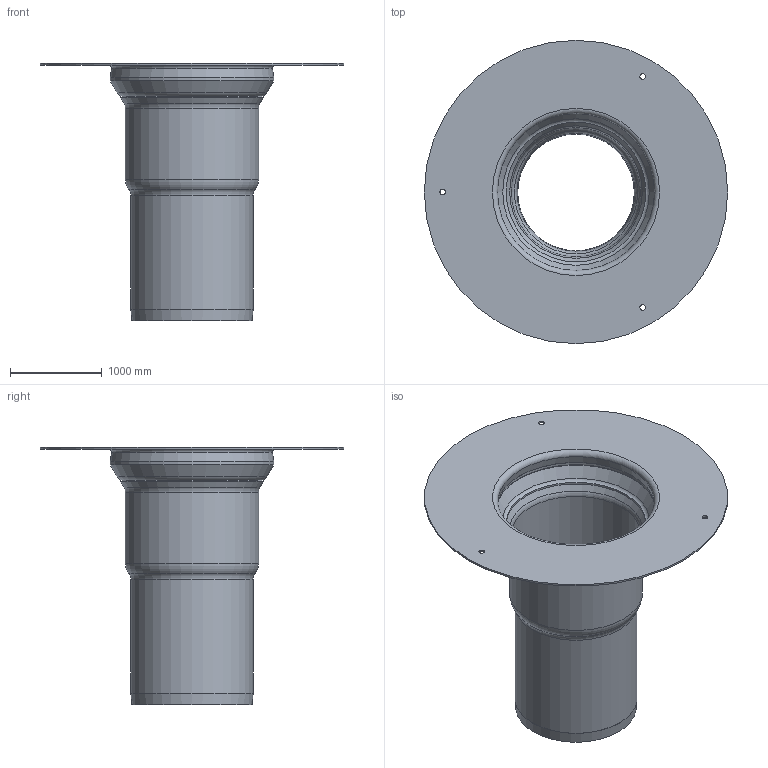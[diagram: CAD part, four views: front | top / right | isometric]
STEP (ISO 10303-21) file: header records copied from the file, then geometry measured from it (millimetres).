
FILE_DESCRIPTION(/* description */ (''),/* implementation_level */ '2;1');
FILE_NAME(/* name */ '17115.125A_3D.stp',/* time_stamp */ '2024-12-12T07:38:53+01:00',/* author */ ('CAD'),/* organization */ (''),/* preprocessor_version */ 'ST-DEVELOPER v20',/* originating_system */ 'AutoCAD Mechanical',/* authorisation */ '');
FILE_SCHEMA (('AUTOMOTIVE_DESIGN { 1 0 10303 214 3 1 1 }'));
Length unit declared in the file: centimetre
Products named in the file (2): Product; *S0
Assembly tree (1 placements, depth 2):
  Product
    *S0
Bounding box: 3300 x 3300 x 2800 mm (x, y, z)
Volume: 373486264.5 mm3; surface area: 37840903.2 mm2
Topology: 2 solids, 2 shells, 39 faces, 106 edges, 70 vertices
Faces by surface type: torus 16, cylinder 11, cone 10, plane 2
Full cylindrical faces by diameter (mm): 60 x3, 1290 x1, 1330 x1, 1410 x1, 1450 x1, 1520 x1, 1740 x1, 1780 x1, 3300 x1
Entity records: 1363 total; most frequent: DIRECTION 274, CARTESIAN_POINT 218, ORIENTED_EDGE 210, AXIS2_PLACEMENT_3D 126, EDGE_CURVE 105, CIRCLE 84, VERTEX_POINT 68, EDGE_LOOP 47
